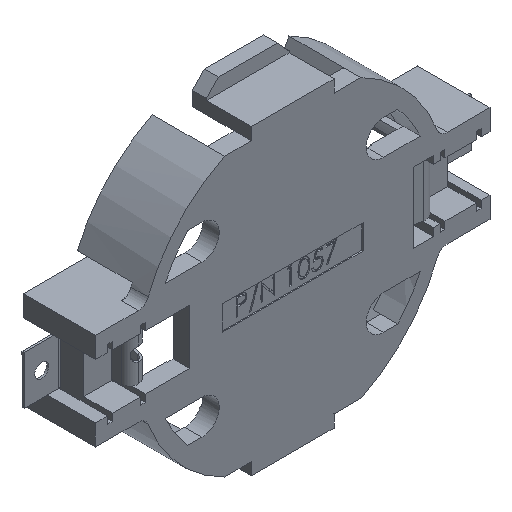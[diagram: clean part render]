
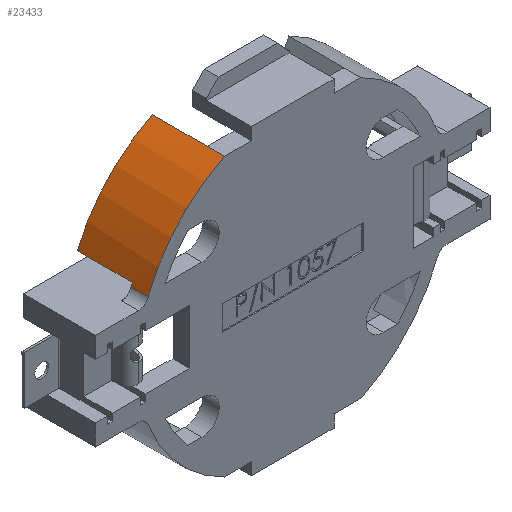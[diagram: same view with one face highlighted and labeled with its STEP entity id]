
A CAD part, isometric view. The second image highlights one B-rep face of the part: STEP entity #23433.
In plain terms, the highlighted cylindrical face has radius 11.176 mm (diameter 22.352 mm), a partial arc.
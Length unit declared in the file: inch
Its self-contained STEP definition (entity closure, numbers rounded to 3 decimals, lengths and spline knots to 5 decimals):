
#1016 = FACE_OUTER_BOUND ( 'NONE', #8412, .T. ) ;
#1732 = CARTESIAN_POINT ( 'NONE',  ( -0.18586, -0.10824, 0.39639 ) ) ;
#1836 = CARTESIAN_POINT ( 'NONE',  ( -0.18586, 0.09676, 0.39639 ) ) ;
#3527 = CIRCLE ( 'NONE', #3598, 0.44 ) ;
#3598 = AXIS2_PLACEMENT_3D ( 'NONE', #11753, #28285, #14127 ) ;
#3673 = CARTESIAN_POINT ( 'NONE',  ( -0.18586, 0.09676, 0.39639 ) ) ;
#5034 = ORIENTED_EDGE ( 'NONE', *, *, #10014, .T. ) ;
#5350 = VERTEX_POINT ( 'NONE', #1836 ) ;
#7490 = ORIENTED_EDGE ( 'NONE', *, *, #9935, .F. ) ;
#8412 = EDGE_LOOP ( 'NONE', ( #7490, #26520, #18992, #5034, #28213, #18968, #21582 ) ) ;
#8432 = VECTOR ( 'NONE', #13795, 39.37008 ) ;
#8518 = EDGE_CURVE ( 'NONE', #28990, #5350, #16161, .T. ) ;
#8834 = CARTESIAN_POINT ( 'NONE',  ( -0.3993, 0.09676, 0.16789 ) ) ;
#9363 = VERTEX_POINT ( 'NONE', #1732 ) ;
#9563 = CARTESIAN_POINT ( 'NONE',  ( -0.40313, -0.05924, 0.1582 ) ) ;
#9935 = EDGE_CURVE ( 'NONE', #16065, #28990, #15780, .T. ) ;
#10014 = EDGE_CURVE ( 'NONE', #10128, #9363, #19059, .T. ) ;
#10128 = VERTEX_POINT ( 'NONE', #25968 ) ;
#10878 = VECTOR ( 'NONE', #20220, 39.37008 ) ;
#10888 = DIRECTION ( 'NONE',  ( 0., 0., -1. ) ) ;
#11422 = LINE ( 'NONE', #28561, #17732 ) ;
#11432 = CARTESIAN_POINT ( 'NONE',  ( 0.00798, -0.10824, 0.00139 ) ) ;
#11435 = CARTESIAN_POINT ( 'NONE',  ( -0.18586, 0.09676, 0.39639 ) ) ;
#11728 = CARTESIAN_POINT ( 'NONE',  ( 0.00798, 0.09676, 0.00139 ) ) ;
#11753 = CARTESIAN_POINT ( 'NONE',  ( 0.00798, -0.05924, 0.00139 ) ) ;
#12032 = DIRECTION ( 'NONE',  ( 0., -1., 0. ) ) ;
#13060 = DIRECTION ( 'NONE',  ( 0., -1., 0. ) ) ;
#13162 = CARTESIAN_POINT ( 'NONE',  ( 0.00798, 0.09676, 0.00139 ) ) ;
#13676 = AXIS2_PLACEMENT_3D ( 'NONE', #13162, #13060, #10888 ) ;
#13792 = DIRECTION ( 'NONE',  ( 0., 0., 1. ) ) ;
#13795 = DIRECTION ( 'NONE',  ( 0., -1., 0. ) ) ;
#14102 = DIRECTION ( 'NONE',  ( 0., 0., 1. ) ) ;
#14127 = DIRECTION ( 'NONE',  ( 0., 0., -1. ) ) ;
#15780 = LINE ( 'NONE', #8834, #28303 ) ;
#15831 = CARTESIAN_POINT ( 'NONE',  ( -0.18586, -0.05924, 0.39639 ) ) ;
#16065 = VERTEX_POINT ( 'NONE', #25837 ) ;
#16161 = CIRCLE ( 'NONE', #18044, 0.44 ) ;
#16186 = CYLINDRICAL_SURFACE ( 'NONE', #13676, 0.44 ) ;
#17732 = VECTOR ( 'NONE', #12032, 39.37008 ) ;
#18044 = AXIS2_PLACEMENT_3D ( 'NONE', #11728, #28268, #14102 ) ;
#18968 = ORIENTED_EDGE ( 'NONE', *, *, #21854, .F. ) ;
#18992 = ORIENTED_EDGE ( 'NONE', *, *, #27834, .T. ) ;
#19059 = CIRCLE ( 'NONE', #24432, 0.44 ) ;
#19539 = VERTEX_POINT ( 'NONE', #9563 ) ;
#20220 = DIRECTION ( 'NONE',  ( 0., -1., 0. ) ) ;
#21054 = LINE ( 'NONE', #11435, #8432 ) ;
#21348 = VERTEX_POINT ( 'NONE', #15831 ) ;
#21582 = ORIENTED_EDGE ( 'NONE', *, *, #8518, .F. ) ;
#21854 = EDGE_CURVE ( 'NONE', #5350, #21348, #23477, .T. ) ;
#22846 = DIRECTION ( 'NONE',  ( 0., 1., 0. ) ) ;
#23101 = EDGE_CURVE ( 'NONE', #21348, #9363, #21054, .T. ) ;
#23433 = ADVANCED_FACE ( 'NONE', ( #1016 ), #16186, .T. ) ;
#23477 = LINE ( 'NONE', #3673, #10878 ) ;
#24432 = AXIS2_PLACEMENT_3D ( 'NONE', #11432, #27961, #13792 ) ;
#25689 = CARTESIAN_POINT ( 'NONE',  ( -0.3993, 0.09676, 0.16789 ) ) ;
#25837 = CARTESIAN_POINT ( 'NONE',  ( -0.3993, -0.05924, 0.16789 ) ) ;
#25968 = CARTESIAN_POINT ( 'NONE',  ( -0.40313, -0.10824, 0.1582 ) ) ;
#26520 = ORIENTED_EDGE ( 'NONE', *, *, #30462, .T. ) ;
#27834 = EDGE_CURVE ( 'NONE', #19539, #10128, #11422, .T. ) ;
#27961 = DIRECTION ( 'NONE',  ( 0., 1., 0. ) ) ;
#28213 = ORIENTED_EDGE ( 'NONE', *, *, #23101, .F. ) ;
#28268 = DIRECTION ( 'NONE',  ( 0., 1., 0. ) ) ;
#28285 = DIRECTION ( 'NONE',  ( 0., -1., 0. ) ) ;
#28303 = VECTOR ( 'NONE', #22846, 39.37008 ) ;
#28561 = CARTESIAN_POINT ( 'NONE',  ( -0.40313, 0.09676, 0.1582 ) ) ;
#28990 = VERTEX_POINT ( 'NONE', #25689 ) ;
#30462 = EDGE_CURVE ( 'NONE', #16065, #19539, #3527, .T. ) ;
